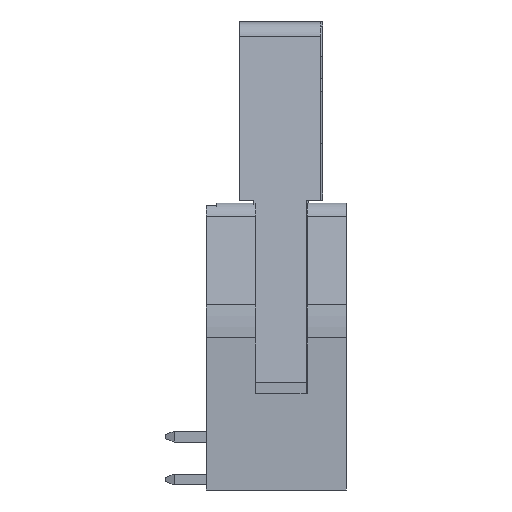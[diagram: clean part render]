
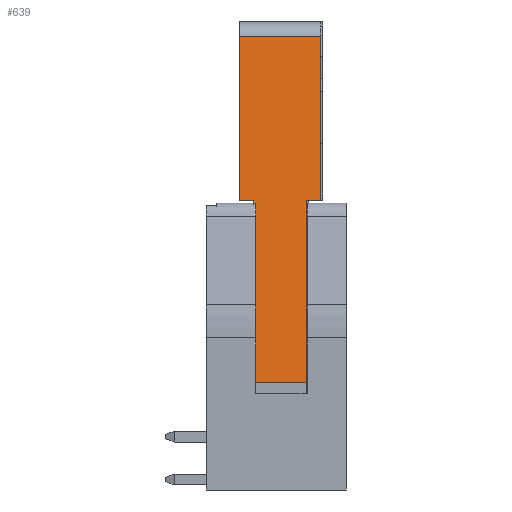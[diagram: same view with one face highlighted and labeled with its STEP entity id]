
A CAD part, left-side view. The second image highlights one B-rep face of the part: STEP entity #639.
In plain terms, the highlighted face is planar.
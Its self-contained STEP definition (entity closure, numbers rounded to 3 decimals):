
#639 = ADVANCED_FACE( '', ( #1352 ), #1353, .T. );
#1352 = FACE_OUTER_BOUND( '', #2195, .T. );
#1353 = PLANE( '', #2196 );
#2195 = EDGE_LOOP( '', ( #3628, #3629, #3630, #3631, #3632, #3633, #3634, #3635 ) );
#2196 = AXIS2_PLACEMENT_3D( '', #3636, #3637, #3638 );
#3628 = ORIENTED_EDGE( '', *, *, #5900, .T. );
#3629 = ORIENTED_EDGE( '', *, *, #5901, .F. );
#3630 = ORIENTED_EDGE( '', *, *, #5804, .T. );
#3631 = ORIENTED_EDGE( '', *, *, #5902, .T. );
#3632 = ORIENTED_EDGE( '', *, *, #5903, .F. );
#3633 = ORIENTED_EDGE( '', *, *, #5904, .F. );
#3634 = ORIENTED_EDGE( '', *, *, #5905, .T. );
#3635 = ORIENTED_EDGE( '', *, *, #5906, .F. );
#3636 = CARTESIAN_POINT( '', ( 2., -2.4, 14.239 ) );
#3637 = DIRECTION( '', ( 0.993, 0., 0.118 ) );
#3638 = DIRECTION( '', ( 0.118, 0., -0.993 ) );
#5804 = EDGE_CURVE( '', #7176, #7173, #7177, .F. );
#5900 = EDGE_CURVE( '', #7327, #7328, #7329, .T. );
#5901 = EDGE_CURVE( '', #7176, #7328, #7330, .T. );
#5902 = EDGE_CURVE( '', #7173, #7331, #7332, .T. );
#5903 = EDGE_CURVE( '', #7333, #7331, #7334, .T. );
#5904 = EDGE_CURVE( '', #7335, #7333, #7336, .T. );
#5905 = EDGE_CURVE( '', #7335, #7337, #7338, .T. );
#5906 = EDGE_CURVE( '', #7327, #7337, #7339, .T. );
#7173 = VERTEX_POINT( '', #9067 );
#7176 = VERTEX_POINT( '', #9070 );
#7177 = LINE( '', #9071, #9072 );
#7327 = VERTEX_POINT( '', #9290 );
#7328 = VERTEX_POINT( '', #9291 );
#7329 = LINE( '', #9292, #9293 );
#7330 = LINE( '', #9294, #9295 );
#7331 = VERTEX_POINT( '', #9296 );
#7332 = LINE( '', #9297, #9298 );
#7333 = VERTEX_POINT( '', #9299 );
#7334 = LINE( '', #9300, #9301 );
#7335 = VERTEX_POINT( '', #9302 );
#7336 = LINE( '', #9303, #9304 );
#7337 = VERTEX_POINT( '', #9305 );
#7338 = LINE( '', #9306, #9307 );
#7339 = LINE( '', #9308, #9309 );
#9067 = CARTESIAN_POINT( '', ( 2.222, -2.4, 12.369 ) );
#9070 = CARTESIAN_POINT( '', ( 2.222, 2.4, 12.369 ) );
#9071 = CARTESIAN_POINT( '', ( 2.222, -2.4, 12.369 ) );
#9072 = VECTOR( '', #10651, 1000. );
#9290 = CARTESIAN_POINT( '', ( 3.368, 1.57, 2.703 ) );
#9291 = CARTESIAN_POINT( '', ( 3.368, 2.4, 2.703 ) );
#9292 = CARTESIAN_POINT( '', ( 3.368, 1.57, 2.703 ) );
#9293 = VECTOR( '', #10741, 1000. );
#9294 = CARTESIAN_POINT( '', ( 2., 2.4, 14.239 ) );
#9295 = VECTOR( '', #10742, 1000. );
#9296 = CARTESIAN_POINT( '', ( 3.368, -2.4, 2.703 ) );
#9297 = CARTESIAN_POINT( '', ( 2., -2.4, 14.239 ) );
#9298 = VECTOR( '', #10743, 1000. );
#9299 = CARTESIAN_POINT( '', ( 3.368, -1.57, 2.703 ) );
#9300 = CARTESIAN_POINT( '', ( 3.368, -1.57, 2.703 ) );
#9301 = VECTOR( '', #10744, 1000. );
#9302 = CARTESIAN_POINT( '', ( 4.65, -1.57, -8.11 ) );
#9303 = CARTESIAN_POINT( '', ( 3.368, -1.57, 2.703 ) );
#9304 = VECTOR( '', #10745, 1000. );
#9305 = CARTESIAN_POINT( '', ( 4.65, 1.57, -8.11 ) );
#9306 = CARTESIAN_POINT( '', ( 4.65, -2.4, -8.11 ) );
#9307 = VECTOR( '', #10746, 1000. );
#9308 = CARTESIAN_POINT( '', ( 3.368, 1.57, 2.703 ) );
#9309 = VECTOR( '', #10747, 1000. );
#10651 = DIRECTION( '', ( 0., 1., 0. ) );
#10741 = DIRECTION( '', ( 0., 1., 0. ) );
#10742 = DIRECTION( '', ( 0.118, 0., -0.993 ) );
#10743 = DIRECTION( '', ( 0.118, 0., -0.993 ) );
#10744 = DIRECTION( '', ( 0., -1., 0. ) );
#10745 = DIRECTION( '', ( -0.118, 0., 0.993 ) );
#10746 = DIRECTION( '', ( 0., 1., 0. ) );
#10747 = DIRECTION( '', ( 0.118, 0., -0.993 ) );
